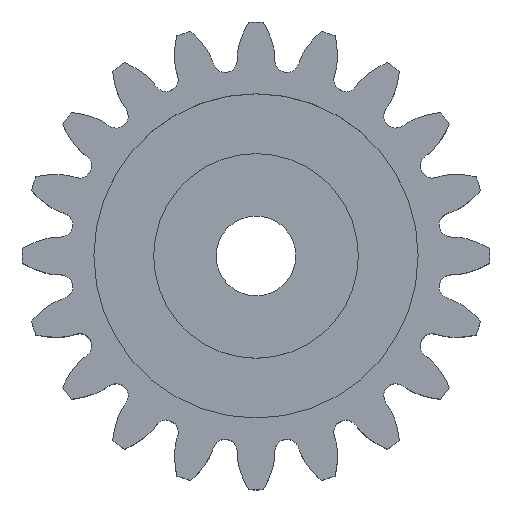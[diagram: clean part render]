
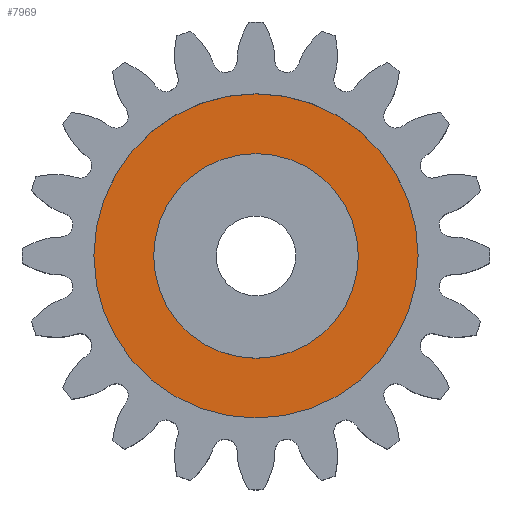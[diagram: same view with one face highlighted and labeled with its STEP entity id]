
A CAD part, top view. The second image highlights one B-rep face of the part: STEP entity #7969.
In plain terms, the highlighted planar face has unit normal (0, 0, 1).
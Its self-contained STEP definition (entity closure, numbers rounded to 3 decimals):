
#69 = VERTEX_POINT ( 'NONE', #4985 ) ;
#157 = CARTESIAN_POINT ( 'NONE',  ( 0., 0., 3.875 ) ) ;
#202 = EDGE_LOOP ( 'NONE', ( #6610, #354 ) ) ;
#354 = ORIENTED_EDGE ( 'NONE', *, *, #714, .T. ) ;
#428 = EDGE_LOOP ( 'NONE', ( #2821, #10127 ) ) ;
#442 = DIRECTION ( 'NONE',  ( 1., 0., 0. ) ) ;
#557 = VERTEX_POINT ( 'NONE', #4743 ) ;
#714 = EDGE_CURVE ( 'NONE', #69, #6349, #7846, .T. ) ;
#859 = AXIS2_PLACEMENT_3D ( 'NONE', #3504, #8256, #9070 ) ;
#935 = CIRCLE ( 'NONE', #9692, 6.1 ) ;
#1146 = CIRCLE ( 'NONE', #3900, 3.85 ) ;
#1259 = CARTESIAN_POINT ( 'NONE',  ( 0., 0., 3.875 ) ) ;
#1583 = VERTEX_POINT ( 'NONE', #2360 ) ;
#1891 = DIRECTION ( 'NONE',  ( 1., 0., 0. ) ) ;
#2129 = DIRECTION ( 'NONE',  ( 0., 0., -1. ) ) ;
#2360 = CARTESIAN_POINT ( 'NONE',  ( -6.1, 0., 3.875 ) ) ;
#2598 = DIRECTION ( 'NONE',  ( 0., 0., -1. ) ) ;
#2821 = ORIENTED_EDGE ( 'NONE', *, *, #4339, .F. ) ;
#2872 = DIRECTION ( 'NONE',  ( 0., 0., -1. ) ) ;
#3504 = CARTESIAN_POINT ( 'NONE',  ( 0., 0., 3.875 ) ) ;
#3523 = PLANE ( 'NONE',  #4908 ) ;
#3739 = FACE_BOUND ( 'NONE', #202, .T. ) ;
#3900 = AXIS2_PLACEMENT_3D ( 'NONE', #9972, #2129, #442 ) ;
#4234 = DIRECTION ( 'NONE',  ( 0., 0., 1. ) ) ;
#4328 = AXIS2_PLACEMENT_3D ( 'NONE', #157, #2598, #8137 ) ;
#4339 = EDGE_CURVE ( 'NONE', #557, #1583, #935, .T. ) ;
#4743 = CARTESIAN_POINT ( 'NONE',  ( 6.1, 0., 3.875 ) ) ;
#4908 = AXIS2_PLACEMENT_3D ( 'NONE', #9873, #4234, #1891 ) ;
#4985 = CARTESIAN_POINT ( 'NONE',  ( -3.85, 0., 3.875 ) ) ;
#6349 = VERTEX_POINT ( 'NONE', #6659 ) ;
#6610 = ORIENTED_EDGE ( 'NONE', *, *, #6874, .T. ) ;
#6659 = CARTESIAN_POINT ( 'NONE',  ( 3.85, 0., 3.875 ) ) ;
#6874 = EDGE_CURVE ( 'NONE', #6349, #69, #1146, .T. ) ;
#6959 = CIRCLE ( 'NONE', #859, 6.1 ) ;
#7684 = EDGE_CURVE ( 'NONE', #1583, #557, #6959, .T. ) ;
#7846 = CIRCLE ( 'NONE', #4328, 3.85 ) ;
#7969 = ADVANCED_FACE ( 'NONE', ( #10172, #3739 ), #3523, .T. ) ;
#8137 = DIRECTION ( 'NONE',  ( 1., 0., 0. ) ) ;
#8256 = DIRECTION ( 'NONE',  ( 0., 0., -1. ) ) ;
#9070 = DIRECTION ( 'NONE',  ( 1., 0., 0. ) ) ;
#9692 = AXIS2_PLACEMENT_3D ( 'NONE', #1259, #2872, #10006 ) ;
#9873 = CARTESIAN_POINT ( 'NONE',  ( 0., 0., 3.875 ) ) ;
#9972 = CARTESIAN_POINT ( 'NONE',  ( 0., 0., 3.875 ) ) ;
#10006 = DIRECTION ( 'NONE',  ( 1., 0., 0. ) ) ;
#10127 = ORIENTED_EDGE ( 'NONE', *, *, #7684, .F. ) ;
#10172 = FACE_OUTER_BOUND ( 'NONE', #428, .T. ) ;
